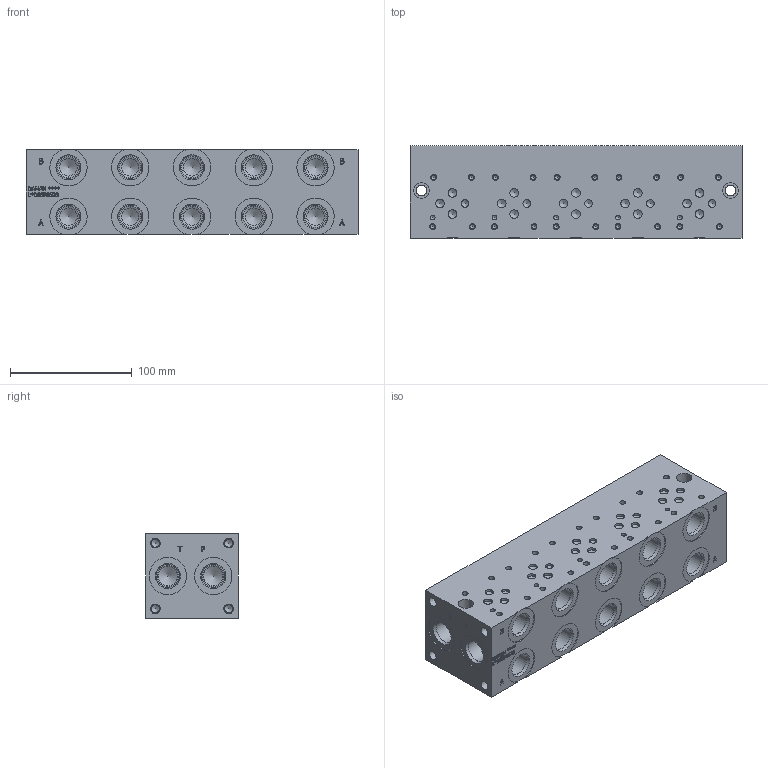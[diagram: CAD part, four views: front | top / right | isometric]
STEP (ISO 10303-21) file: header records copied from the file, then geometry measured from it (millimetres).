
FILE_DESCRIPTION(/* description */ (''),/* implementation_level */ '2;1');
FILE_NAME(/* name */ 'L_D03P052S.stp',/* time_stamp */ '2022-10-27T13:56:38-04:00',/* author */ ('mikeh'),/* organization */ (''),/* preprocessor_version */ 'ST-DEVELOPER v18',/* originating_system */ 'Autodesk Inventor 2020',/* authorisation */ '');
FILE_SCHEMA (('AUTOMOTIVE_DESIGN { 1 0 10303 214 3 1 1 }'));
Length unit declared in the file: millimetre
Products named in the file (1): Part_LAD03P052S_3D
Bounding box: 273.05 x 76.2 x 69.85 mm (x, y, z)
Volume: 1335957.8 mm3; surface area: 122505.6 mm2
Topology: 1 solids, 1 shells, 781 faces, 2164 edges, 1475 vertices
Faces by surface type: plane 366, cylinder 155, bspline 151, cone 109
Full cylindrical faces by diameter (mm): 3.785 x20, 3.962 x5, 4.826 x20, 6.35 x5, 6.528 x8, 7.137 x15, 7.925 x8, 8.738 x2, 12.7 x2, 14.3 x10, 15.875 x4, 17.501 x14, 19.05 x14, 19.253 x14, 30.632 x4
Entity records: 26153 total; most frequent: CARTESIAN_POINT 6317, ORIENTED_EDGE 4194, DIRECTION 3615, EDGE_CURVE 2097, VERTEX_POINT 1475, LINE 1237, VECTOR 1237, AXIS2_PLACEMENT_3D 1189
